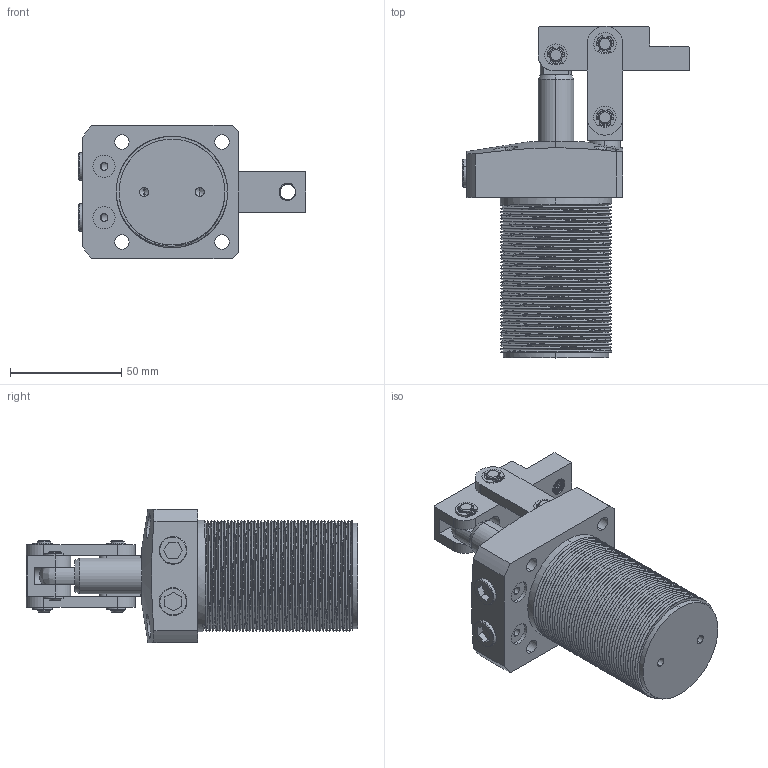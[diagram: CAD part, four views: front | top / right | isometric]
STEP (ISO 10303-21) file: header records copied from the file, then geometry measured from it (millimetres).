
FILE_DESCRIPTION (( 'STEP AP214' ), '1' );
FILE_NAME ('LHC01D-32.STEP', '2019-04-19T11:36:03', ( '' ), ( '' ), 'SwSTEP 2.0', 'SolidWorks 2016', '' );
FILE_SCHEMA (( 'AUTOMOTIVE_DESIGN' ));
Length unit declared in the file: millimetre
Products named in the file (12): CPLCU-32X; CPLCU-32DX; CPLCU-32LG; CPLCU-32YB; CPLCU-32ZCK; LHC01D32活塞杆; LHC01D-32-07; LHC01D-32; 黑芛_3; M4ningjin_3; LHC01D-32-01_3; LHC01D-32-08
Assembly tree (24 placements, depth 2):
  LHC01D-32
    LHC01D-32-07
    LHC01D32活塞杆
    CPLCU-32ZCK
    CPLCU-32YB
    CPLCU-32LG  x2
    CPLCU-32DX
    CPLCU-32X  x2
    LHC01D-32-08  x6
    LHC01D-32-01_3  x6
    M4ningjin_3
    黑芛_3  x2
Bounding box: 102 x 149 x 59.99 mm (x, y, z)
Volume: 237503.7 mm3; surface area: 73762.8 mm2
Topology: 24 solids, 24 shells, 855 faces, 2496 edges, 1711 vertices
Faces by surface type: cylinder 434, plane 177, cone 169, bspline 71, torus 4
Entity records: 57514 total; most frequent: CARTESIAN_POINT 42004, ORIENTED_EDGE 3754, DIRECTION 2236, EDGE_CURVE 1877, VERTEX_POINT 1323, B_SPLINE_CURVE_WITH_KNOTS 1003, AXIS2_PLACEMENT_3D 838, EDGE_LOOP 664
